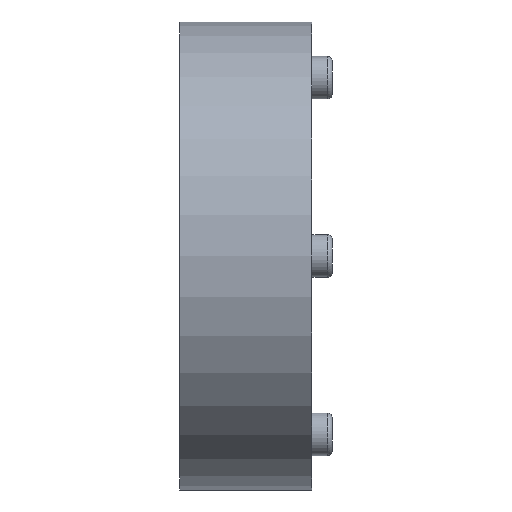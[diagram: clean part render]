
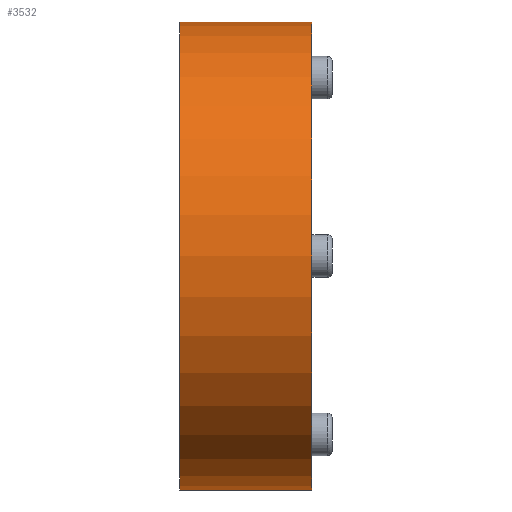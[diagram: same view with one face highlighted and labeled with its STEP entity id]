
A CAD part, front view. The second image highlights one B-rep face of the part: STEP entity #3532.
In plain terms, the highlighted cylindrical face has radius 23 mm (diameter 46 mm), a partial arc.
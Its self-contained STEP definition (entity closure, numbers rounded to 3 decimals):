
#77 = DIRECTION ( 'NONE',  ( 0., 0., 1. ) ) ;
#154 = VERTEX_POINT ( 'NONE', #4685 ) ;
#170 = CIRCLE ( 'NONE', #4121, 23. ) ;
#229 = CYLINDRICAL_SURFACE ( 'NONE', #2591, 23. ) ;
#430 = DIRECTION ( 'NONE',  ( -1., 0., 0. ) ) ;
#625 = DIRECTION ( 'NONE',  ( -1., 0., 0. ) ) ;
#678 = DIRECTION ( 'NONE',  ( 0., 0., 1. ) ) ;
#712 = VERTEX_POINT ( 'NONE', #2910 ) ;
#845 = LINE ( 'NONE', #869, #3837 ) ;
#869 = CARTESIAN_POINT ( 'NONE',  ( -28.949, 0., 23. ) ) ;
#1348 = EDGE_CURVE ( 'NONE', #712, #4550, #170, .T. ) ;
#1380 = EDGE_CURVE ( 'NONE', #2951, #154, #4210, .T. ) ;
#1387 = FACE_OUTER_BOUND ( 'NONE', #2235, .T. ) ;
#1599 = DIRECTION ( 'NONE',  ( 0., 0., 1. ) ) ;
#1974 = VECTOR ( 'NONE', #2259, 1000. ) ;
#2014 = AXIS2_PLACEMENT_3D ( 'NONE', #4520, #2836, #77 ) ;
#2208 = CARTESIAN_POINT ( 'NONE',  ( 0., 0., 23. ) ) ;
#2235 = EDGE_LOOP ( 'NONE', ( #5086, #4964, #4801, #4427 ) ) ;
#2259 = DIRECTION ( 'NONE',  ( -1., 0., 0. ) ) ;
#2424 = CARTESIAN_POINT ( 'NONE',  ( -13., 0., -23. ) ) ;
#2591 = AXIS2_PLACEMENT_3D ( 'NONE', #4232, #625, #678 ) ;
#2836 = DIRECTION ( 'NONE',  ( -1., 0., 0. ) ) ;
#2910 = CARTESIAN_POINT ( 'NONE',  ( 0., 0., -23. ) ) ;
#2951 = VERTEX_POINT ( 'NONE', #2424 ) ;
#3103 = CARTESIAN_POINT ( 'NONE',  ( 0., 0., 0. ) ) ;
#3523 = DIRECTION ( 'NONE',  ( -1., 0., 0. ) ) ;
#3532 = ADVANCED_FACE ( 'NONE', ( #1387 ), #229, .T. ) ;
#3835 = EDGE_CURVE ( 'NONE', #712, #2951, #4216, .T. ) ;
#3837 = VECTOR ( 'NONE', #430, 1000. ) ;
#3928 = EDGE_CURVE ( 'NONE', #4550, #154, #845, .T. ) ;
#4121 = AXIS2_PLACEMENT_3D ( 'NONE', #3103, #3523, #1599 ) ;
#4210 = CIRCLE ( 'NONE', #2014, 23. ) ;
#4216 = LINE ( 'NONE', #4974, #1974 ) ;
#4232 = CARTESIAN_POINT ( 'NONE',  ( -28.949, 0., 0. ) ) ;
#4427 = ORIENTED_EDGE ( 'NONE', *, *, #1380, .F. ) ;
#4520 = CARTESIAN_POINT ( 'NONE',  ( -13., 0., 0. ) ) ;
#4550 = VERTEX_POINT ( 'NONE', #2208 ) ;
#4685 = CARTESIAN_POINT ( 'NONE',  ( -13., 0., 23. ) ) ;
#4801 = ORIENTED_EDGE ( 'NONE', *, *, #3928, .T. ) ;
#4964 = ORIENTED_EDGE ( 'NONE', *, *, #1348, .T. ) ;
#4974 = CARTESIAN_POINT ( 'NONE',  ( -28.949, 0., -23. ) ) ;
#5086 = ORIENTED_EDGE ( 'NONE', *, *, #3835, .F. ) ;
